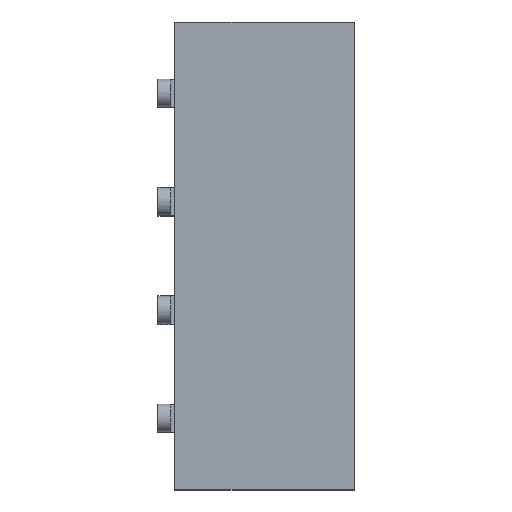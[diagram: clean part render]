
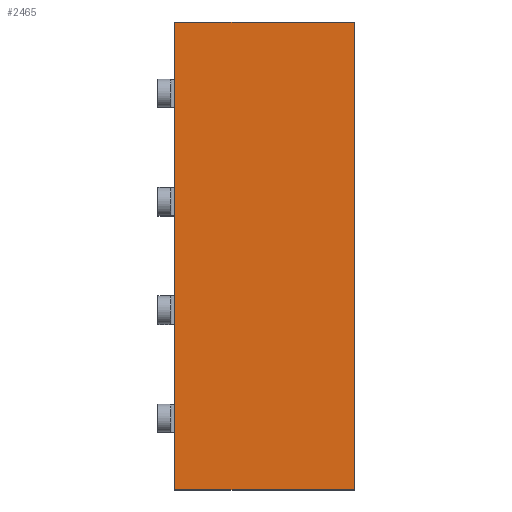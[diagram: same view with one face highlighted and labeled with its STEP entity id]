
A CAD part, top view. The second image highlights one B-rep face of the part: STEP entity #2465.
In plain terms, the highlighted planar face has unit normal (0, 0, 1).
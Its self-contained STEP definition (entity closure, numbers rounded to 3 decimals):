
#589=DIRECTION('',(0.,1.,0.));
#590=VECTOR('',#589,5.48);
#591=CARTESIAN_POINT('',(0.,-5.28,1.5));
#592=LINE('',#591,#590);
#593=DIRECTION('',(0.,-1.,0.));
#594=VECTOR('',#593,5.48);
#595=CARTESIAN_POINT('',(2.1,0.2,1.5));
#596=LINE('',#595,#594);
#597=DIRECTION('',(-1.,0.,0.));
#598=VECTOR('',#597,2.1);
#599=CARTESIAN_POINT('',(2.1,-5.28,1.5));
#600=LINE('',#599,#598);
#609=DIRECTION('',(-1.,0.,0.));
#610=VECTOR('',#609,2.1);
#611=CARTESIAN_POINT('',(2.1,0.2,1.5));
#612=LINE('',#611,#610);
#1687=CARTESIAN_POINT('',(0.,0.2,1.5));
#1688=VERTEX_POINT('',#1687);
#1689=CARTESIAN_POINT('',(0.,-5.28,1.5));
#1690=VERTEX_POINT('',#1689);
#1767=CARTESIAN_POINT('',(2.1,0.2,1.5));
#1768=CARTESIAN_POINT('',(2.1,-5.28,1.5));
#1769=VERTEX_POINT('',#1767);
#1770=VERTEX_POINT('',#1768);
#2452=CARTESIAN_POINT('',(0.,5.28,1.5));
#2453=DIRECTION('',(0.,0.,1.));
#2454=DIRECTION('',(0.,-1.,0.));
#2455=AXIS2_PLACEMENT_3D('',#2452,#2453,#2454);
#2456=PLANE('',#2455);
#2457=ORIENTED_EDGE('',*,*,#2108,.T.);
#2459=ORIENTED_EDGE('',*,*,#2458,.F.);
#2460=ORIENTED_EDGE('',*,*,#2362,.T.);
#2462=ORIENTED_EDGE('',*,*,#2461,.T.);
#2463=EDGE_LOOP('',(#2457,#2459,#2460,#2462));
#2464=FACE_OUTER_BOUND('',#2463,.F.);
#2108=EDGE_CURVE('',#1690,#1688,#592,.T.);
#2362=EDGE_CURVE('',#1769,#1770,#596,.T.);
#2458=EDGE_CURVE('',#1769,#1688,#612,.T.);
#2461=EDGE_CURVE('',#1770,#1690,#600,.T.);
#2465=ADVANCED_FACE('',(#2464),#2456,.T.);
